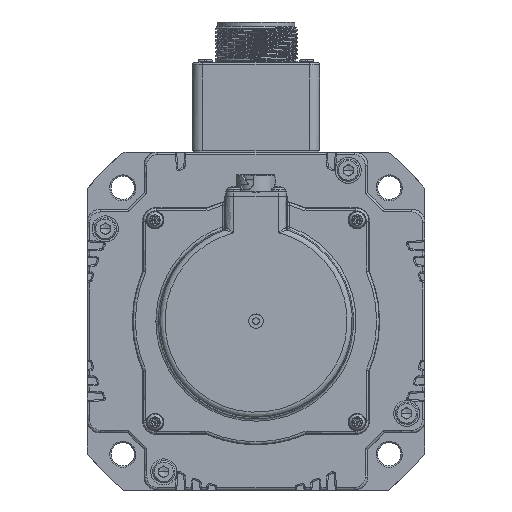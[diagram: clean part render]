
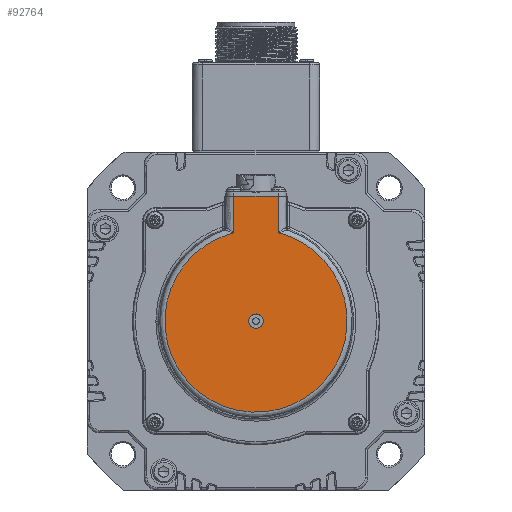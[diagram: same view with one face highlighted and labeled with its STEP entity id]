
A CAD part, front view. The second image highlights one B-rep face of the part: STEP entity #92764.
In plain terms, the highlighted free-form (B-spline) face has degree [1, 1] with [2, 2] control points.
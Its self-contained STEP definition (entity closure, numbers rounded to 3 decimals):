
#90863=CARTESIAN_POINT('',(-8.617,-40.5,-17.));
#90864=VERTEX_POINT('',#90863);
#90871=CARTESIAN_POINT('',(8.617,-40.5,-17.));
#90872=VERTEX_POINT('',#90871);
#90873=CARTESIAN_POINT('',(-8.617,-40.5,-17.));
#90874=CARTESIAN_POINT('',(8.617,-40.5,-17.));
#90875=B_SPLINE_CURVE_WITH_KNOTS('',1,(#90873,#90874),.POLYLINE_FORM.,.F.,.U.,(2,2),(0.,1.),.UNSPECIFIED.);
#90876=EDGE_CURVE('',#90864,#90872,#90875,.T.);
#92683=CARTESIAN_POINT('',(-8.617,-40.5,-31.02));
#92684=VERTEX_POINT('',#92683);
#92706=CARTESIAN_POINT('',(-8.617,-40.5,-31.02));
#92707=CARTESIAN_POINT('',(-8.617,-40.5,-17.));
#92708=B_SPLINE_CURVE_WITH_KNOTS('',1,(#92706,#92707),.POLYLINE_FORM.,.F.,.U.,(2,2),(0.,1.),.UNSPECIFIED.);
#92709=EDGE_CURVE('',#92684,#90864,#92708,.T.);
#92716=CARTESIAN_POINT('',(-54.346,-40.5,-4.182));
#92717=CARTESIAN_POINT('',(54.346,-40.5,-4.182));
#92718=CARTESIAN_POINT('',(-54.346,-40.5,-112.874));
#92719=CARTESIAN_POINT('',(54.346,-40.5,-112.874));
#92720=B_SPLINE_SURFACE_WITH_KNOTS('',1,1,((#92716,#92717),(#92718,#92719)),.PLANE_SURF.,.F.,.F.,.U.,(2,2),(2,2),(0.,1.),(0.,1.),.UNSPECIFIED.);
#92721=CARTESIAN_POINT('',(8.617,-40.5,-31.02));
#92722=VERTEX_POINT('',#92721);
#92723=CARTESIAN_POINT('',(-8.617,-40.5,-31.02));
#92724=CARTESIAN_POINT('',(-57.611,-40.5,-43.445));
#92725=CARTESIAN_POINT('',(-28.806,-40.5,-84.978));
#92726=CARTESIAN_POINT('',(0.,-40.5,-126.512));
#92727=CARTESIAN_POINT('',(28.806,-40.5,-84.978));
#92728=CARTESIAN_POINT('',(57.611,-40.5,-43.445));
#92729=CARTESIAN_POINT('',(8.617,-40.5,-31.02));
#92730=(BOUNDED_CURVE()B_SPLINE_CURVE(2,(#92723,#92724,#92725,#92726,#92727,#92728,#92729),.CIRCULAR_ARC.,.F.,.U.)B_SPLINE_CURVE_WITH_KNOTS((3,2,2,3),(0.,0.333,0.667,1.),.UNSPECIFIED.)CURVE()GEOMETRIC_REPRESENTATION_ITEM()RATIONAL_B_SPLINE_CURVE((1.,0.57,1.,0.57,1.,0.57,1.))REPRESENTATION_ITEM(''));
#92731=EDGE_CURVE('',#92684,#92722,#92730,.T.);
#92732=ORIENTED_EDGE('',*,*,#92731,.T.);
#92733=CARTESIAN_POINT('',(8.617,-40.5,-17.));
#92734=CARTESIAN_POINT('',(8.617,-40.5,-31.02));
#92735=B_SPLINE_CURVE_WITH_KNOTS('',1,(#92733,#92734),.POLYLINE_FORM.,.F.,.U.,(2,2),(0.,1.),.UNSPECIFIED.);
#92736=EDGE_CURVE('',#90872,#92722,#92735,.T.);
#92737=ORIENTED_EDGE('',*,*,#92736,.F.);
#92738=ORIENTED_EDGE('',*,*,#90876,.F.);
#92739=ORIENTED_EDGE('',*,*,#92709,.F.);
#92740=EDGE_LOOP('',(#92732,#92737,#92738,#92739));
#92741=FACE_OUTER_BOUND('',#92740,.T.);
#92742=CARTESIAN_POINT('',(0.,-40.5,-67.75));
#92743=VERTEX_POINT('',#92742);
#92744=CARTESIAN_POINT('',(0.,-40.5,-62.25));
#92745=VERTEX_POINT('',#92744);
#92746=CARTESIAN_POINT('',(0.,-40.5,-67.75));
#92747=CARTESIAN_POINT('',(2.75,-40.5,-67.75));
#92748=CARTESIAN_POINT('',(2.75,-40.5,-65.));
#92749=CARTESIAN_POINT('',(2.75,-40.5,-62.25));
#92750=CARTESIAN_POINT('',(0.,-40.5,-62.25));
#92751=(BOUNDED_CURVE()B_SPLINE_CURVE(2,(#92746,#92747,#92748,#92749,#92750),.CIRCULAR_ARC.,.F.,.U.)B_SPLINE_CURVE_WITH_KNOTS((3,2,3),(0.,0.5,1.),.UNSPECIFIED.)CURVE()GEOMETRIC_REPRESENTATION_ITEM()RATIONAL_B_SPLINE_CURVE((1.,0.707,1.,0.707,1.))REPRESENTATION_ITEM(''));
#92752=EDGE_CURVE('',#92743,#92745,#92751,.T.);
#92753=ORIENTED_EDGE('',*,*,#92752,.F.);
#92754=CARTESIAN_POINT('',(0.,-40.5,-62.25));
#92755=CARTESIAN_POINT('',(-2.75,-40.5,-62.25));
#92756=CARTESIAN_POINT('',(-2.75,-40.5,-65.));
#92757=CARTESIAN_POINT('',(-2.75,-40.5,-67.75));
#92758=CARTESIAN_POINT('',(0.,-40.5,-67.75));
#92759=(BOUNDED_CURVE()B_SPLINE_CURVE(2,(#92754,#92755,#92756,#92757,#92758),.CIRCULAR_ARC.,.F.,.U.)B_SPLINE_CURVE_WITH_KNOTS((3,2,3),(0.,0.5,1.),.UNSPECIFIED.)CURVE()GEOMETRIC_REPRESENTATION_ITEM()RATIONAL_B_SPLINE_CURVE((1.,0.707,1.,0.707,1.))REPRESENTATION_ITEM(''));
#92760=EDGE_CURVE('',#92745,#92743,#92759,.T.);
#92761=ORIENTED_EDGE('',*,*,#92760,.F.);
#92762=EDGE_LOOP('',(#92753,#92761));
#92763=FACE_BOUND('',#92762,.T.);
#92764=ADVANCED_FACE('',(#92741,#92763),#92720,.T.);
